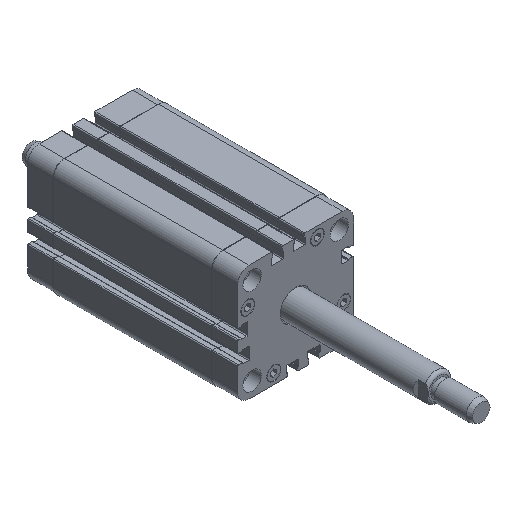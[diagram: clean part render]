
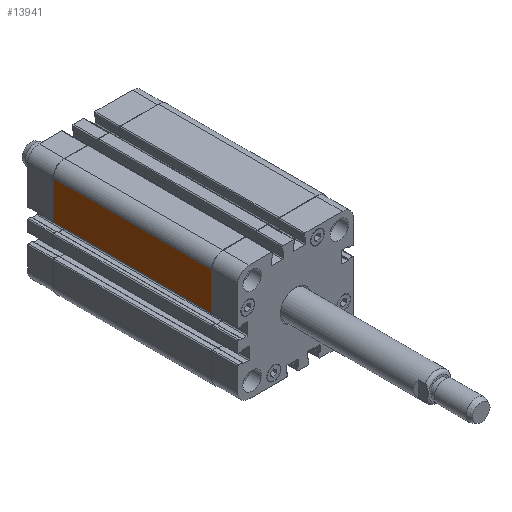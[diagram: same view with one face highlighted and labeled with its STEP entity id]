
A CAD part, isometric view. The second image highlights one B-rep face of the part: STEP entity #13941.
In plain terms, the highlighted planar face has unit normal (-1, 0, 0).
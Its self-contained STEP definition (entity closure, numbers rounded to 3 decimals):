
#9404=CARTESIAN_POINT('',(-33.5,45.5,5.25));
#9405=VERTEX_POINT('',#9404);
#9413=CARTESIAN_POINT('',(-33.5,45.5,27.));
#9414=VERTEX_POINT('',#9413);
#9415=CARTESIAN_POINT('',(-33.5,45.5,27.));
#9416=DIRECTION('',(0.0,0.0,-1.0));
#9417=VECTOR('',#9416,21.75);
#9418=LINE('',#9415,#9417);
#9419=EDGE_CURVE('',#9414,#9405,#9418,.T.);
#13051=CARTESIAN_POINT('',(-33.5,-45.5,27.));
#13052=VERTEX_POINT('',#13051);
#13060=CARTESIAN_POINT('',(-33.5,-45.5,5.25));
#13061=VERTEX_POINT('',#13060);
#13062=CARTESIAN_POINT('',(-33.5,-45.5,5.25));
#13063=DIRECTION('',(0.0,0.0,1.0));
#13064=VECTOR('',#13063,21.75);
#13065=LINE('',#13062,#13064);
#13066=EDGE_CURVE('',#13061,#13052,#13065,.T.);
#13914=CARTESIAN_POINT('',(-33.5,45.5,27.));
#13915=DIRECTION('',(0.0,-1.0,0.0));
#13916=VECTOR('',#13915,91.0);
#13917=LINE('',#13914,#13916);
#13918=EDGE_CURVE('',#9414,#13052,#13917,.T.);
#13925=CARTESIAN_POINT('',(-33.5,0.0,27.));
#13926=DIRECTION('',(-1.0,0.0,0.0));
#13927=DIRECTION('',(0.0,0.0,1.0));
#13928=AXIS2_PLACEMENT_3D('',#13925,#13926,#13927);
#13929=PLANE('',#13928);
#13930=ORIENTED_EDGE('',*,*,#9419,.T.);
#13931=CARTESIAN_POINT('',(-33.5,45.5,5.25));
#13932=DIRECTION('',(0.0,-1.0,0.0));
#13933=VECTOR('',#13932,91.0);
#13934=LINE('',#13931,#13933);
#13935=EDGE_CURVE('',#9405,#13061,#13934,.T.);
#13936=ORIENTED_EDGE('',*,*,#13935,.T.);
#13937=ORIENTED_EDGE('',*,*,#13066,.T.);
#13938=ORIENTED_EDGE('',*,*,#13918,.F.);
#13939=EDGE_LOOP('',(#13930,#13936,#13937,#13938));
#13940=FACE_OUTER_BOUND('',#13939,.T.);
#13941=ADVANCED_FACE('',(#13940),#13929,.T.);
